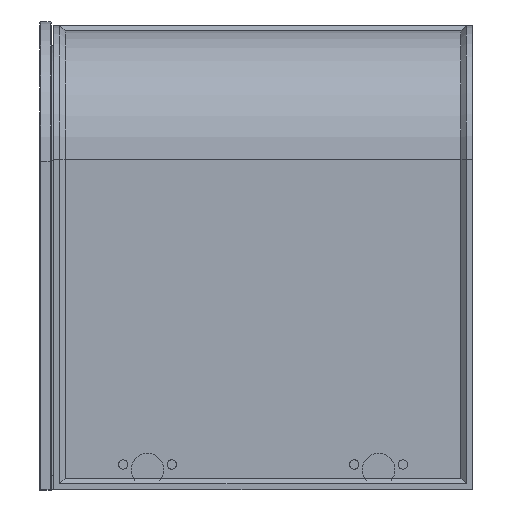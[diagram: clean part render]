
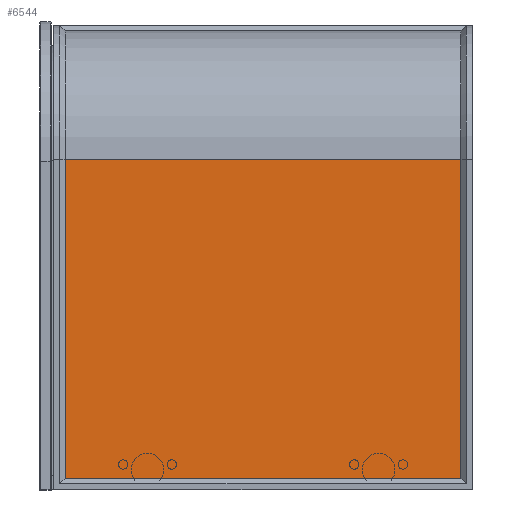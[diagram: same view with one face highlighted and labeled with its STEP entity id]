
A CAD part, left-side view. The second image highlights one B-rep face of the part: STEP entity #6544.
In plain terms, the highlighted planar face has unit normal (-1, 0, 0).
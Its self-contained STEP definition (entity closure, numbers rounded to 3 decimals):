
#36 = CARTESIAN_POINT ( 'NONE',  ( -77.5, 435., 105. ) ) ;
#392 = CARTESIAN_POINT ( 'NONE',  ( -77.5, 6.5, -236. ) ) ;
#569 = VERTEX_POINT ( 'NONE', #870 ) ;
#777 = LINE ( 'NONE', #5096, #2488 ) ;
#870 = CARTESIAN_POINT ( 'NONE',  ( -77.5, 435., -236. ) ) ;
#913 = VECTOR ( 'NONE', #7162, 1000. ) ;
#917 = CARTESIAN_POINT ( 'NONE',  ( -77.5, 435., -241.5 ) ) ;
#930 = CARTESIAN_POINT ( 'NONE',  ( -77.5, 961.831, 105. ) ) ;
#1026 = EDGE_CURVE ( 'NONE', #569, #2473, #4146, .T. ) ;
#1340 = ORIENTED_EDGE ( 'NONE', *, *, #5551, .T. ) ;
#1435 = VERTEX_POINT ( 'NONE', #36 ) ;
#1448 = CARTESIAN_POINT ( 'NONE',  ( -77.5, 961.831, -241.5 ) ) ;
#1992 = FACE_OUTER_BOUND ( 'NONE', #3304, .T. ) ;
#2220 = DIRECTION ( 'NONE',  ( 0., -1., 0. ) ) ;
#2473 = VERTEX_POINT ( 'NONE', #8044 ) ;
#2488 = VECTOR ( 'NONE', #6531, 1000. ) ;
#2641 = DIRECTION ( 'NONE',  ( -1., 0., 0. ) ) ;
#2685 = DIRECTION ( 'NONE',  ( 0., 0., 1. ) ) ;
#2949 = ORIENTED_EDGE ( 'NONE', *, *, #5199, .F. ) ;
#3304 = EDGE_LOOP ( 'NONE', ( #3473, #7621, #2949, #1340 ) ) ;
#3473 = ORIENTED_EDGE ( 'NONE', *, *, #1026, .T. ) ;
#3583 = EDGE_CURVE ( 'NONE', #2473, #5782, #777, .T. ) ;
#4058 = VECTOR ( 'NONE', #2220, 1000. ) ;
#4146 = LINE ( 'NONE', #392, #4058 ) ;
#4618 = PLANE ( 'NONE',  #6361 ) ;
#5096 = CARTESIAN_POINT ( 'NONE',  ( -77.5, 12., 105. ) ) ;
#5199 = EDGE_CURVE ( 'NONE', #1435, #5782, #6562, .T. ) ;
#5551 = EDGE_CURVE ( 'NONE', #1435, #569, #5980, .T. ) ;
#5782 = VERTEX_POINT ( 'NONE', #7003 ) ;
#5951 = DIRECTION ( 'NONE',  ( 0., -1., 0. ) ) ;
#5980 = LINE ( 'NONE', #917, #913 ) ;
#6361 = AXIS2_PLACEMENT_3D ( 'NONE', #1448, #2641, #2685 ) ;
#6531 = DIRECTION ( 'NONE',  ( 0., 0., 1. ) ) ;
#6544 = ADVANCED_FACE ( 'NONE', ( #1992 ), #4618, .T. ) ;
#6562 = LINE ( 'NONE', #930, #7086 ) ;
#7003 = CARTESIAN_POINT ( 'NONE',  ( -77.5, 12., 105. ) ) ;
#7086 = VECTOR ( 'NONE', #5951, 1000. ) ;
#7162 = DIRECTION ( 'NONE',  ( 0., 0., -1. ) ) ;
#7621 = ORIENTED_EDGE ( 'NONE', *, *, #3583, .T. ) ;
#8044 = CARTESIAN_POINT ( 'NONE',  ( -77.5, 12., -236. ) ) ;
